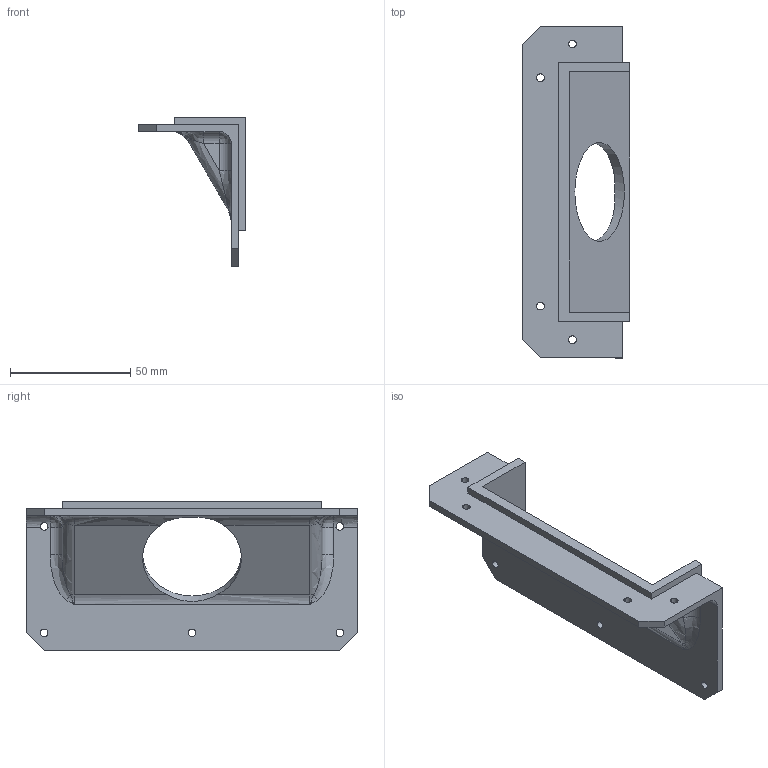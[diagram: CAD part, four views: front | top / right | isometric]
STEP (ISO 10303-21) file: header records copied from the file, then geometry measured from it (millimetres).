
FILE_DESCRIPTION(('FreeCAD Model'),'2;1');
FILE_NAME('1_black_front_panel_down.stp','2021-01-19T21:39:03',('Author'),('' ),'Open CASCADE STEP processor 7.3','FreeCAD','Unknown');
FILE_SCHEMA(('AUTOMOTIVE_DESIGN { 1 0 10303 214 1 1 1 1 }'));
Length unit declared in the file: millimetre
Products named in the file (1): black_inner_front_panel
Bounding box: 44.62 x 138 x 62.3 mm (x, y, z)
Volume: 42994.3 mm3; surface area: 25784.8 mm2
Topology: 1 solids, 1 shells, 69 faces, 194 edges, 118 vertices
Faces by surface type: revolution 36, bspline 33
Entity records: 8205 total; most frequent: CARTESIAN_POINT 5123, B_SPLINE_CURVE_WITH_KNOTS 404, ORIENTED_EDGE 376, PCURVE 376, DEFINITIONAL_REPRESENTATION 376, DIRECTION 300, EDGE_CURVE 188, SURFACE_CURVE 188
